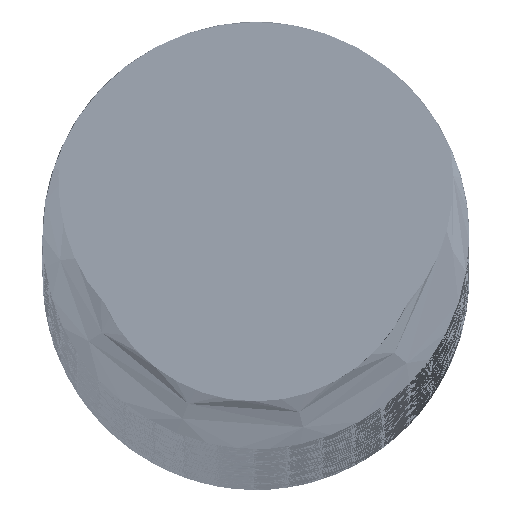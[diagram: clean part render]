
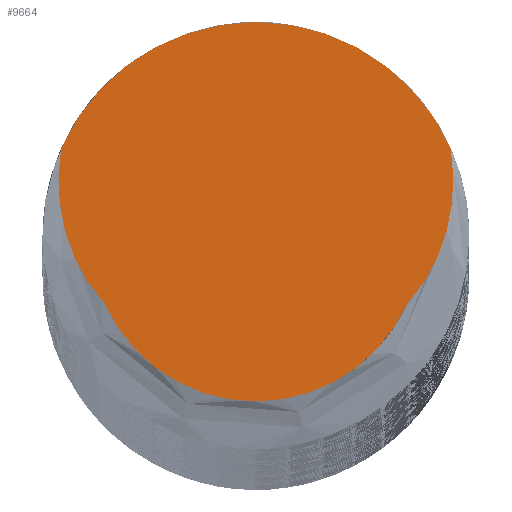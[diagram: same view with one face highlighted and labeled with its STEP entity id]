
A CAD part, top view. The second image highlights one B-rep face of the part: STEP entity #9664.
In plain terms, the highlighted planar face has unit normal (0, 0, 1).
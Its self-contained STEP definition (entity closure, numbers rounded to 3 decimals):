
#67=PLANE('',#10194);
#575=FACE_OUTER_BOUND('',#1082,.T.);
#1082=EDGE_LOOP('',(#8643,#8644,#8645,#8646,#8647));
#1086=CIRCLE('',#9939,7.);
#1087=CIRCLE('',#9941,7.);
#1090=CIRCLE('',#10195,9.);
#2093=B_SPLINE_CURVE_WITH_KNOTS('',3,(#41918,#41919,#41920,#41921,#41922,
#41923,#41924,#41925,#41926,#41927,#41928,#41929,#41930,#41931,#41932,#41933,
#41934,#41935,#41936,#41937,#41938,#41939,#41940,#41941,#41942,#41943,#41944,
#41945,#41946,#41947,#41948,#41949,#41950,#41951,#41952,#41953,#41954,#41955,
#41956,#41957,#41958,#41959,#41960,#41961,#41962,#41963,#41964,#41965,#41966),
 .UNSPECIFIED.,.F.,.F.,(4,3,3,3,3,3,3,3,3,3,3,3,3,3,3,3,4),(0.,0.062,
0.124,0.184,0.245,0.306,
0.326,0.335,0.392,0.448,
0.504,0.518,0.528,0.581,
0.634,0.686,0.706),.UNSPECIFIED.);
#2099=B_SPLINE_CURVE_WITH_KNOTS('',3,(#49314,#49315,#49316,#49317,#49318,
#49319,#49320,#49321,#49322,#49323,#49324,#49325,#49326,#49327,#49328,#49329,
#49330,#49331,#49332,#49333,#49334,#49335,#49336,#49337,#49338,#49339,#49340,
#49341,#49342,#49343,#49344,#49345,#49346,#49347,#49348,#49349,#49350,#49351,
#49352,#49353,#49354,#49355,#49356,#49357,#49358,#49359,#49360,#49361,#49362),
 .UNSPECIFIED.,.F.,.F.,(4,3,3,3,3,3,3,3,3,3,3,3,3,3,3,3,4),(0.,0.051,
0.105,0.158,0.212,0.266,
0.275,0.283,0.34,0.399,
0.458,0.479,0.489,0.55,
0.613,0.676,0.702),.UNSPECIFIED.);
#3605=VERTEX_POINT('',#24334);
#3606=VERTEX_POINT('',#24336);
#3609=VERTEX_POINT('',#24377);
#4109=VERTEX_POINT('',#41917);
#4111=VERTEX_POINT('',#49297);
#4865=EDGE_CURVE('',#3605,#3606,#1086,.T.);
#4868=EDGE_CURVE('',#3609,#3605,#1087,.T.);
#5618=EDGE_CURVE('',#4109,#3609,#2093,.T.);
#5625=EDGE_CURVE('',#3606,#4111,#2099,.T.);
#5626=EDGE_CURVE('',#4111,#4109,#1090,.T.);
#8643=ORIENTED_EDGE('',*,*,#5618,.T.);
#8644=ORIENTED_EDGE('',*,*,#4868,.T.);
#8645=ORIENTED_EDGE('',*,*,#4865,.T.);
#8646=ORIENTED_EDGE('',*,*,#5625,.T.);
#8647=ORIENTED_EDGE('',*,*,#5626,.T.);
#9664=ADVANCED_FACE('',(#575),#67,.T.);
#9939=AXIS2_PLACEMENT_3D('',#24344,#10969,#10970);
#9941=AXIS2_PLACEMENT_3D('',#24378,#10974,#10975);
#10194=AXIS2_PLACEMENT_3D('',#49363,#11729,#11730);
#10195=AXIS2_PLACEMENT_3D('',#49364,#11731,#11732);
#10969=DIRECTION('center_axis',(0.,0.,1.));
#10970=DIRECTION('ref_axis',(0.,1.,0.));
#10974=DIRECTION('center_axis',(0.,0.,1.));
#10975=DIRECTION('ref_axis',(0.,1.,0.));
#11729=DIRECTION('center_axis',(0.,0.,1.));
#11730=DIRECTION('ref_axis',(1.,0.,0.));
#11731=DIRECTION('center_axis',(0.,0.,1.));
#11732=DIRECTION('ref_axis',(1.,0.,0.));
#24334=CARTESIAN_POINT('',(0.,-7.,1000.));
#24336=CARTESIAN_POINT('',(6.389,-2.86,1000.));
#24344=CARTESIAN_POINT('Origin',(0.,0.,1000.));
#24377=CARTESIAN_POINT('',(-6.389,-2.86,1000.));
#24378=CARTESIAN_POINT('Origin',(0.,0.,1000.));
#41917=CARTESIAN_POINT('',(-8.215,3.677,1000.));
#41918=CARTESIAN_POINT('Ctrl Pts',(-8.221,3.683,1000.));
#41919=CARTESIAN_POINT('Ctrl Pts',(-8.254,3.477,1000.));
#41920=CARTESIAN_POINT('Ctrl Pts',(-8.279,3.271,1000.));
#41921=CARTESIAN_POINT('Ctrl Pts',(-8.297,3.065,1000.));
#41922=CARTESIAN_POINT('Ctrl Pts',(-8.314,2.861,1000.));
#41923=CARTESIAN_POINT('Ctrl Pts',(-8.325,2.657,1000.));
#41924=CARTESIAN_POINT('Ctrl Pts',(-8.328,2.453,1000.));
#41925=CARTESIAN_POINT('Ctrl Pts',(-8.331,2.251,1000.));
#41926=CARTESIAN_POINT('Ctrl Pts',(-8.327,2.05,1000.));
#41927=CARTESIAN_POINT('Ctrl Pts',(-8.315,1.848,1000.));
#41928=CARTESIAN_POINT('Ctrl Pts',(-8.304,1.646,1000.));
#41929=CARTESIAN_POINT('Ctrl Pts',(-8.285,1.444,1000.));
#41930=CARTESIAN_POINT('Ctrl Pts',(-8.259,1.243,1000.));
#41931=CARTESIAN_POINT('Ctrl Pts',(-8.233,1.041,1000.));
#41932=CARTESIAN_POINT('Ctrl Pts',(-8.199,0.841,
1000.));
#41933=CARTESIAN_POINT('Ctrl Pts',(-8.158,0.642,1000.));
#41934=CARTESIAN_POINT('Ctrl Pts',(-8.145,0.579,1000.));
#41935=CARTESIAN_POINT('Ctrl Pts',(-8.131,0.516,
1000.));
#41936=CARTESIAN_POINT('Ctrl Pts',(-8.116,0.453,
1000.));
#41937=CARTESIAN_POINT('Ctrl Pts',(-8.109,0.424,
1000.));
#41938=CARTESIAN_POINT('Ctrl Pts',(-8.102,0.394,
1000.));
#41939=CARTESIAN_POINT('Ctrl Pts',(-8.095,0.364,
1000.));
#41940=CARTESIAN_POINT('Ctrl Pts',(-8.05,0.18,
1000.));
#41941=CARTESIAN_POINT('Ctrl Pts',(-7.998,-0.003,
1000.));
#41942=CARTESIAN_POINT('Ctrl Pts',(-7.939,-0.184,
1000.));
#41943=CARTESIAN_POINT('Ctrl Pts',(-7.881,-0.362,
1000.));
#41944=CARTESIAN_POINT('Ctrl Pts',(-7.817,-0.539,
1000.));
#41945=CARTESIAN_POINT('Ctrl Pts',(-7.746,-0.712,
1000.));
#41946=CARTESIAN_POINT('Ctrl Pts',(-7.676,-0.883,
1000.));
#41947=CARTESIAN_POINT('Ctrl Pts',(-7.6,-1.051,
1000.));
#41948=CARTESIAN_POINT('Ctrl Pts',(-7.518,-1.217,1000.));
#41949=CARTESIAN_POINT('Ctrl Pts',(-7.497,-1.258,1000.));
#41950=CARTESIAN_POINT('Ctrl Pts',(-7.476,-1.3,
1000.));
#41951=CARTESIAN_POINT('Ctrl Pts',(-7.455,-1.341,
1000.));
#41952=CARTESIAN_POINT('Ctrl Pts',(-7.44,-1.369,
1000.));
#41953=CARTESIAN_POINT('Ctrl Pts',(-7.425,-1.398,1000.));
#41954=CARTESIAN_POINT('Ctrl Pts',(-7.41,-1.426,
1000.));
#41955=CARTESIAN_POINT('Ctrl Pts',(-7.326,-1.582,1000.));
#41956=CARTESIAN_POINT('Ctrl Pts',(-7.237,-1.734,
1000.));
#41957=CARTESIAN_POINT('Ctrl Pts',(-7.142,-1.883,
1000.));
#41958=CARTESIAN_POINT('Ctrl Pts',(-7.048,-2.03,1000.));
#41959=CARTESIAN_POINT('Ctrl Pts',(-6.949,-2.174,1000.));
#41960=CARTESIAN_POINT('Ctrl Pts',(-6.845,-2.313,1000.));
#41961=CARTESIAN_POINT('Ctrl Pts',(-6.742,-2.451,1000.));
#41962=CARTESIAN_POINT('Ctrl Pts',(-6.634,-2.585,
1000.));
#41963=CARTESIAN_POINT('Ctrl Pts',(-6.52,-2.714,
1000.));
#41964=CARTESIAN_POINT('Ctrl Pts',(-6.477,-2.763,1000.));
#41965=CARTESIAN_POINT('Ctrl Pts',(-6.434,-2.812,
1000.));
#41966=CARTESIAN_POINT('Ctrl Pts',(-6.389,-2.86,
1000.));
#49297=CARTESIAN_POINT('',(8.215,3.677,1000.));
#49314=CARTESIAN_POINT('Ctrl Pts',(6.394,-2.864,1000.));
#49315=CARTESIAN_POINT('Ctrl Pts',(6.509,-2.74,1000.));
#49316=CARTESIAN_POINT('Ctrl Pts',(6.619,-2.611,1000.));
#49317=CARTESIAN_POINT('Ctrl Pts',(6.723,-2.478,1000.));
#49318=CARTESIAN_POINT('Ctrl Pts',(6.834,-2.337,1000.));
#49319=CARTESIAN_POINT('Ctrl Pts',(6.94,-2.192,1000.));
#49320=CARTESIAN_POINT('Ctrl Pts',(7.04,-2.043,1000.));
#49321=CARTESIAN_POINT('Ctrl Pts',(7.138,-1.897,1000.));
#49322=CARTESIAN_POINT('Ctrl Pts',(7.23,-1.747,1000.));
#49323=CARTESIAN_POINT('Ctrl Pts',(7.317,-1.594,1000.));
#49324=CARTESIAN_POINT('Ctrl Pts',(7.407,-1.436,1000.));
#49325=CARTESIAN_POINT('Ctrl Pts',(7.49,-1.276,1000.));
#49326=CARTESIAN_POINT('Ctrl Pts',(7.568,-1.112,1000.));
#49327=CARTESIAN_POINT('Ctrl Pts',(7.646,-0.949,
1000.));
#49328=CARTESIAN_POINT('Ctrl Pts',(7.718,-0.782,
1000.));
#49329=CARTESIAN_POINT('Ctrl Pts',(7.784,-0.613,
1000.));
#49330=CARTESIAN_POINT('Ctrl Pts',(7.794,-0.587,
1000.));
#49331=CARTESIAN_POINT('Ctrl Pts',(7.804,-0.561,
1000.));
#49332=CARTESIAN_POINT('Ctrl Pts',(7.814,-0.534,
1000.));
#49333=CARTESIAN_POINT('Ctrl Pts',(7.824,-0.509,
1000.));
#49334=CARTESIAN_POINT('Ctrl Pts',(7.833,-0.483,
1000.));
#49335=CARTESIAN_POINT('Ctrl Pts',(7.842,-0.458,
1000.));
#49336=CARTESIAN_POINT('Ctrl Pts',(7.909,-0.277,
1000.));
#49337=CARTESIAN_POINT('Ctrl Pts',(7.968,-0.094,
1000.));
#49338=CARTESIAN_POINT('Ctrl Pts',(8.02,0.091,
1000.));
#49339=CARTESIAN_POINT('Ctrl Pts',(8.073,0.278,1000.));
#49340=CARTESIAN_POINT('Ctrl Pts',(8.119,0.467,1000.));
#49341=CARTESIAN_POINT('Ctrl Pts',(8.158,0.658,1000.));
#49342=CARTESIAN_POINT('Ctrl Pts',(8.198,0.85,1000.));
#49343=CARTESIAN_POINT('Ctrl Pts',(8.231,1.045,1000.));
#49344=CARTESIAN_POINT('Ctrl Pts',(8.256,1.24,1000.));
#49345=CARTESIAN_POINT('Ctrl Pts',(8.266,1.311,1000.));
#49346=CARTESIAN_POINT('Ctrl Pts',(8.274,1.383,1000.));
#49347=CARTESIAN_POINT('Ctrl Pts',(8.281,1.455,1000.));
#49348=CARTESIAN_POINT('Ctrl Pts',(8.285,1.486,1000.));
#49349=CARTESIAN_POINT('Ctrl Pts',(8.288,1.517,1000.));
#49350=CARTESIAN_POINT('Ctrl Pts',(8.291,1.548,1000.));
#49351=CARTESIAN_POINT('Ctrl Pts',(8.31,1.753,1000.));
#49352=CARTESIAN_POINT('Ctrl Pts',(8.321,1.958,1000.));
#49353=CARTESIAN_POINT('Ctrl Pts',(8.325,2.164,1000.));
#49354=CARTESIAN_POINT('Ctrl Pts',(8.328,2.372,1000.));
#49355=CARTESIAN_POINT('Ctrl Pts',(8.324,2.579,1000.));
#49356=CARTESIAN_POINT('Ctrl Pts',(8.313,2.787,1000.));
#49357=CARTESIAN_POINT('Ctrl Pts',(8.301,2.996,1000.));
#49358=CARTESIAN_POINT('Ctrl Pts',(8.281,3.206,1000.));
#49359=CARTESIAN_POINT('Ctrl Pts',(8.253,3.414,1000.));
#49360=CARTESIAN_POINT('Ctrl Pts',(8.242,3.502,1000.));
#49361=CARTESIAN_POINT('Ctrl Pts',(8.229,3.59,1000.));
#49362=CARTESIAN_POINT('Ctrl Pts',(8.215,3.677,1000.));
#49363=CARTESIAN_POINT('Origin',(0.,0.,1000.));
#49364=CARTESIAN_POINT('Origin',(0.,0.,1000.));
